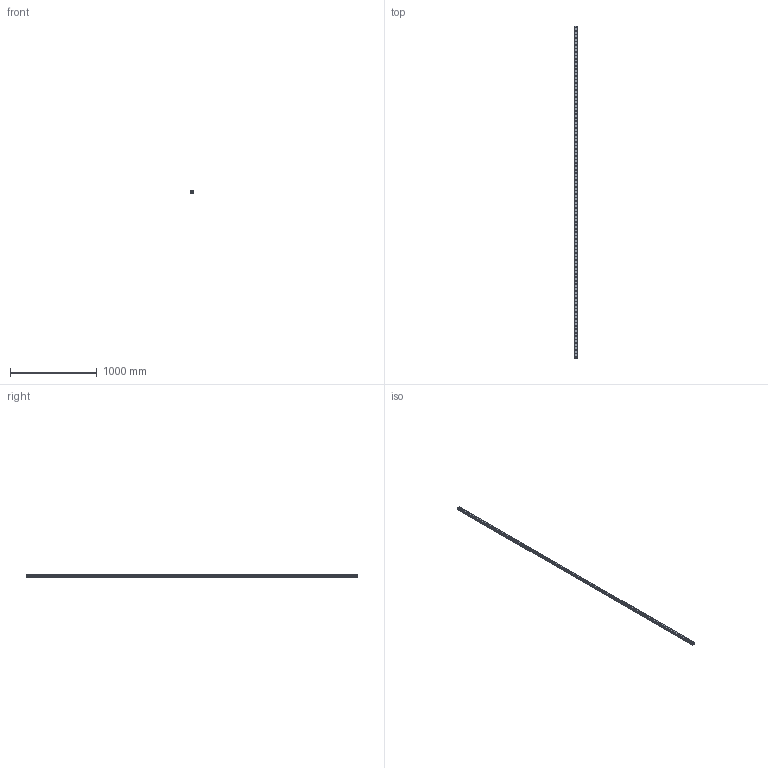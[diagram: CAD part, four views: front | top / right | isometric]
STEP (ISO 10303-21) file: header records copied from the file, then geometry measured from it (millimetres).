
FILE_DESCRIPTION(('STEP AP214'),'1');
FILE_NAME('cctmp_E60F46F6-E89F-4EEE-B5B0-F9C93B0C2FB0_2021_03_11_13_35_05_0752..stp','2021-03-11T12:35:06',('HIWIN GmbH'),('CADClick - www.CADClick.com'),'Spatial InterOp 3D',' ','unknown authorization');
FILE_SCHEMA(('AUTOMOTIVE_DESIGN'));
Length unit declared in the file: millimetre
Products named in the file (1): RGR30R3830H_FILE
Bounding box: 28 x 3830 x 28 mm (x, y, z)
Volume: 2197228.9 mm3; surface area: 567978.1 mm2
Topology: 1 solids, 1 shells, 979 faces, 2055 edges, 1370 vertices
Faces by surface type: cylinder 594, plane 385
Entity records: 34593 total; most frequent: DIRECTION 5203, CARTESIAN_POINT 4405, ORIENTED_EDGE 4110, AXIS2_PLACEMENT_3D 2168, EDGE_CURVE 2055, VERTEX_POINT 1370, EDGE_LOOP 1271, CIRCLE 1188
